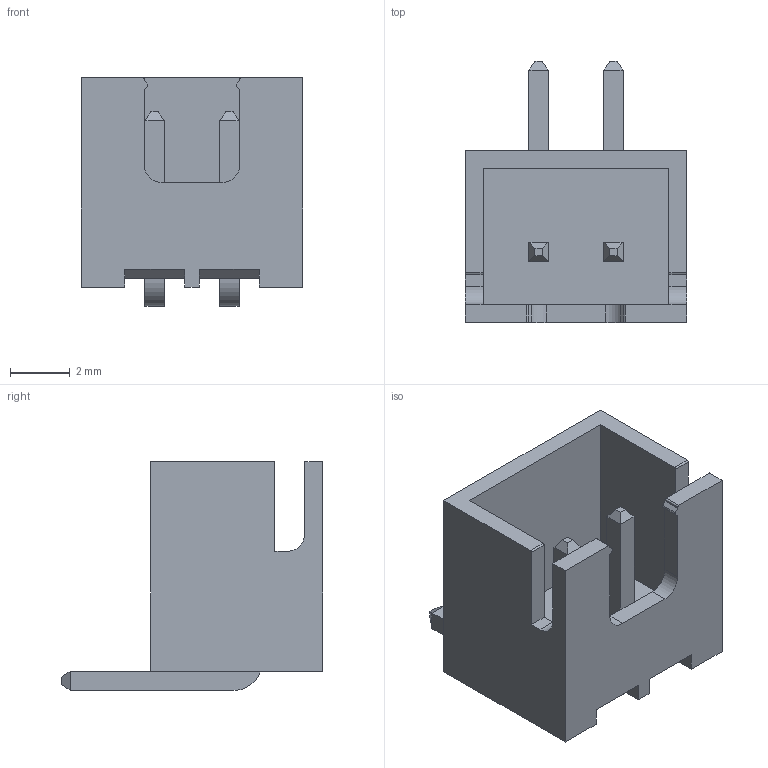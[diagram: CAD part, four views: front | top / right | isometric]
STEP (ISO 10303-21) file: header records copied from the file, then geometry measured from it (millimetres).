
FILE_DESCRIPTION(('FreeCAD Model'),'2;1');
FILE_NAME('Open CASCADE Shape Model','2024-06-24T21:08:22',(''),(''), 'Open CASCADE STEP processor 7.7','FreeCAD','Unknown');
FILE_SCHEMA(('AUTOMOTIVE_DESIGN { 1 0 10303 214 1 1 1 1 }'));
Length unit declared in the file: millimetre
Products named in the file (3): th_header_s2b_xh_a_knockoff; Body; Body001
Assembly tree (3 placements, depth 2):
  th_header_s2b_xh_a_knockoff
    Body
    Body001  x2
Bounding box: 7.4 x 8.73 x 7.64 mm (x, y, z)
Volume: 134.4 mm3; surface area: 435.7 mm2
Topology: 3 solids, 3 shells, 94 faces, 248 edges, 160 vertices
Faces by surface type: plane 80, cylinder 14
Entity records: 2455 total; most frequent: CARTESIAN_POINT 424, ORIENTED_EDGE 416, DIRECTION 392, EDGE_CURVE 208, LINE 184, VECTOR 184, VERTEX_POINT 136, AXIS2_PLACEMENT_3D 104
